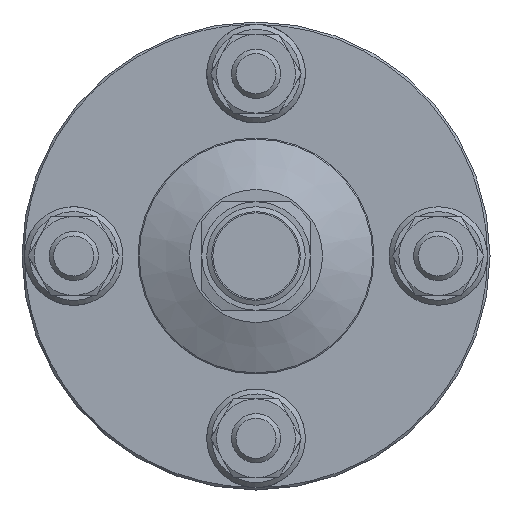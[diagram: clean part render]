
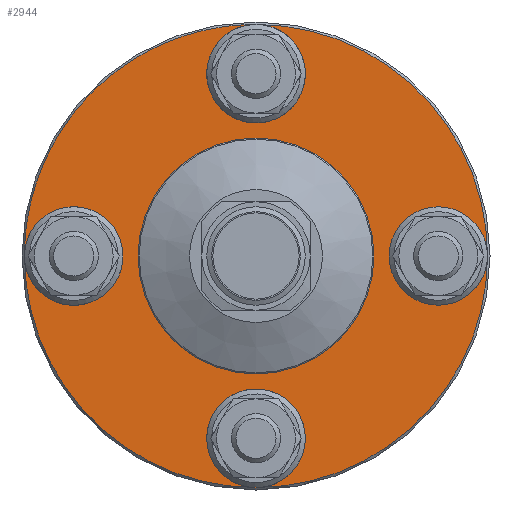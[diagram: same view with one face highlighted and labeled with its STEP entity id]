
A CAD part, front view. The second image highlights one B-rep face of the part: STEP entity #2944.
In plain terms, the highlighted planar face has unit normal (0, -1, 0).
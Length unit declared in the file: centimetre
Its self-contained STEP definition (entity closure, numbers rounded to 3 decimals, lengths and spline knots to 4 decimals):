
#415=FACE_BOUND('',#895,.T.);
#638=FACE_OUTER_BOUND('',#894,.T.);
#894=EDGE_LOOP('',(#2194,#2195,#2196,#2197,#2198,#2199,#2200,#2201));
#895=EDGE_LOOP('',(#2202));
#993=CIRCLE('',#3036,2.3952);
#1033=CIRCLE('',#3113,4.7);
#1034=CIRCLE('',#3114,4.7);
#1035=CIRCLE('',#3115,4.7);
#1036=CIRCLE('',#3116,4.7);
#1081=CIRCLE('',#3233,1.);
#1090=CIRCLE('',#3245,1.);
#1099=CIRCLE('',#3257,1.);
#1101=CIRCLE('',#3261,1.);
#1141=VERTEX_POINT('',#4179);
#1189=VERTEX_POINT('',#4340);
#1190=VERTEX_POINT('',#4341);
#1191=VERTEX_POINT('',#4343);
#1192=VERTEX_POINT('',#4345);
#1389=EDGE_CURVE('',#1141,#1141,#993,.T.);
#1449=EDGE_CURVE('',#1189,#1190,#1033,.T.);
#1450=EDGE_CURVE('',#1190,#1191,#1034,.T.);
#1451=EDGE_CURVE('',#1191,#1192,#1035,.T.);
#1452=EDGE_CURVE('',#1192,#1189,#1036,.T.);
#1593=EDGE_CURVE('',#1189,#1189,#1081,.T.);
#1602=EDGE_CURVE('',#1191,#1191,#1090,.T.);
#1611=EDGE_CURVE('',#1190,#1190,#1099,.T.);
#1613=EDGE_CURVE('',#1192,#1192,#1101,.T.);
#2194=ORIENTED_EDGE('',*,*,#1449,.F.);
#2195=ORIENTED_EDGE('',*,*,#1593,.T.);
#2196=ORIENTED_EDGE('',*,*,#1452,.F.);
#2197=ORIENTED_EDGE('',*,*,#1613,.T.);
#2198=ORIENTED_EDGE('',*,*,#1451,.F.);
#2199=ORIENTED_EDGE('',*,*,#1602,.T.);
#2200=ORIENTED_EDGE('',*,*,#1450,.F.);
#2201=ORIENTED_EDGE('',*,*,#1611,.T.);
#2202=ORIENTED_EDGE('',*,*,#1389,.F.);
#2591=PLANE('',#3260);
#2944=ADVANCED_FACE('',(#638,#415),#2591,.T.);
#3036=AXIS2_PLACEMENT_3D('',#4180,#3395,#3396);
#3113=AXIS2_PLACEMENT_3D('',#4342,#3561,#3562);
#3114=AXIS2_PLACEMENT_3D('',#4344,#3563,#3564);
#3115=AXIS2_PLACEMENT_3D('',#4346,#3565,#3566);
#3116=AXIS2_PLACEMENT_3D('',#4347,#3567,#3568);
#3233=AXIS2_PLACEMENT_3D('',#4748,#3849,#3850);
#3245=AXIS2_PLACEMENT_3D('',#4768,#3873,#3874);
#3257=AXIS2_PLACEMENT_3D('',#4788,#3897,#3898);
#3260=AXIS2_PLACEMENT_3D('',#4792,#3903,#3904);
#3261=AXIS2_PLACEMENT_3D('',#4793,#3905,#3906);
#3395=DIRECTION('center_axis',(0.,-1.,0.));
#3396=DIRECTION('ref_axis',(0.,0.,-1.));
#3561=DIRECTION('center_axis',(0.,1.,0.));
#3562=DIRECTION('ref_axis',(1.,0.,0.));
#3563=DIRECTION('center_axis',(0.,1.,0.));
#3564=DIRECTION('ref_axis',(1.,0.,0.));
#3565=DIRECTION('center_axis',(0.,1.,0.));
#3566=DIRECTION('ref_axis',(1.,0.,0.));
#3567=DIRECTION('center_axis',(0.,1.,0.));
#3568=DIRECTION('ref_axis',(1.,0.,0.));
#3849=DIRECTION('center_axis',(0.,1.,0.));
#3850=DIRECTION('ref_axis',(-0.962,0.,0.274));
#3873=DIRECTION('center_axis',(0.,1.,0.));
#3874=DIRECTION('ref_axis',(-0.642,0.,0.767));
#3897=DIRECTION('center_axis',(0.,1.,0.));
#3898=DIRECTION('ref_axis',(-0.572,0.,-0.82));
#3903=DIRECTION('center_axis',(0.,-1.,0.));
#3904=DIRECTION('ref_axis',(1.,0.,0.));
#3905=DIRECTION('center_axis',(0.,1.,0.));
#3906=DIRECTION('ref_axis',(-0.306,0.,0.952));
#4179=CARTESIAN_POINT('',(0.,-1.25,2.3952));
#4180=CARTESIAN_POINT('Origin',(0.,-1.25,0.));
#4340=CARTESIAN_POINT('',(-4.7,-1.25,0.));
#4341=CARTESIAN_POINT('',(0.,-1.25,4.7));
#4342=CARTESIAN_POINT('Origin',(0.,-1.25,0.));
#4343=CARTESIAN_POINT('',(4.7,-1.25,0.));
#4344=CARTESIAN_POINT('Origin',(0.,-1.25,0.));
#4345=CARTESIAN_POINT('',(0.,-1.25,-4.7));
#4346=CARTESIAN_POINT('Origin',(0.,-1.25,0.));
#4347=CARTESIAN_POINT('Origin',(0.,-1.25,0.));
#4748=CARTESIAN_POINT('Origin',(-3.7,-1.25,0.));
#4768=CARTESIAN_POINT('Origin',(3.7,-1.25,0.));
#4788=CARTESIAN_POINT('Origin',(0.,-1.25,3.7));
#4792=CARTESIAN_POINT('Origin',(0.,-1.25,0.));
#4793=CARTESIAN_POINT('Origin',(0.,-1.25,-3.7));
